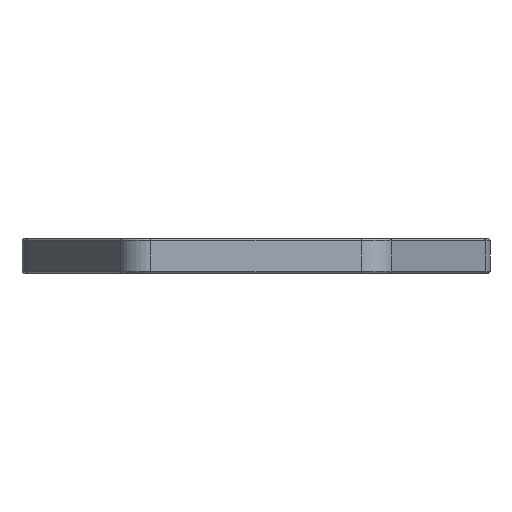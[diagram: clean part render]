
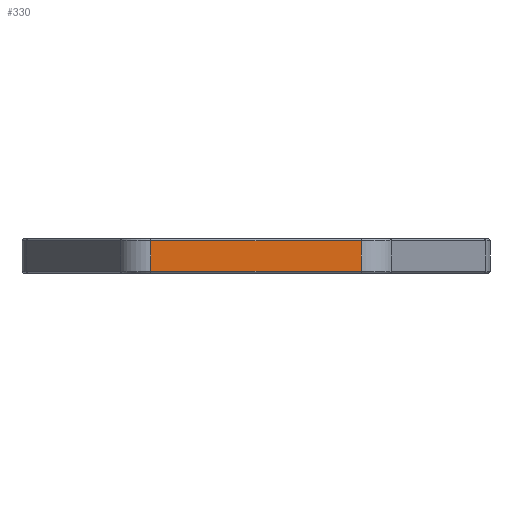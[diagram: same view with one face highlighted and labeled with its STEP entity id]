
A CAD part, front view. The second image highlights one B-rep face of the part: STEP entity #330.
In plain terms, the highlighted planar face has unit normal (0, -1, 0).
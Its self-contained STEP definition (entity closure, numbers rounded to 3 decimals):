
#50 = DIRECTION ( 'NONE',  ( 0., 0., -1. ) ) ;
#74 = CARTESIAN_POINT ( 'NONE',  ( -13.815, 0., 4.275 ) ) ;
#100 = CARTESIAN_POINT ( 'NONE',  ( -13.815, 0., 4.275 ) ) ;
#172 = DIRECTION ( 'NONE',  ( 1., 0., 0. ) ) ;
#195 = LINE ( 'NONE', #3079, #3410 ) ;
#330 = ADVANCED_FACE ( 'NONE', ( #2023 ), #2673, .F. ) ;
#397 = VERTEX_POINT ( 'NONE', #1142 ) ;
#617 = VECTOR ( 'NONE', #172, 1000. ) ;
#621 = EDGE_LOOP ( 'NONE', ( #2802, #2548, #1410, #2603 ) ) ;
#713 = CARTESIAN_POINT ( 'NONE',  ( -13.815, 0., 0.225 ) ) ;
#896 = LINE ( 'NONE', #3234, #3365 ) ;
#926 = VERTEX_POINT ( 'NONE', #74 ) ;
#1142 = CARTESIAN_POINT ( 'NONE',  ( 13.815, 0., 4.275 ) ) ;
#1150 = VERTEX_POINT ( 'NONE', #3172 ) ;
#1200 = LINE ( 'NONE', #100, #1830 ) ;
#1350 = LINE ( 'NONE', #1367, #617 ) ;
#1367 = CARTESIAN_POINT ( 'NONE',  ( 0., 0., 0.225 ) ) ;
#1410 = ORIENTED_EDGE ( 'NONE', *, *, #2709, .T. ) ;
#1447 = CARTESIAN_POINT ( 'NONE',  ( 0., 0., 4.5 ) ) ;
#1598 = EDGE_CURVE ( 'NONE', #926, #2719, #896, .T. ) ;
#1830 = VECTOR ( 'NONE', #2369, 1000. ) ;
#1876 = DIRECTION ( 'NONE',  ( 0., 0., 1. ) ) ;
#2023 = FACE_OUTER_BOUND ( 'NONE', #621, .T. ) ;
#2295 = AXIS2_PLACEMENT_3D ( 'NONE', #1447, #2366, #3249 ) ;
#2366 = DIRECTION ( 'NONE',  ( 0., 1., 0. ) ) ;
#2369 = DIRECTION ( 'NONE',  ( -1., 0., 0. ) ) ;
#2548 = ORIENTED_EDGE ( 'NONE', *, *, #2715, .T. ) ;
#2603 = ORIENTED_EDGE ( 'NONE', *, *, #3028, .T. ) ;
#2673 = PLANE ( 'NONE',  #2295 ) ;
#2709 = EDGE_CURVE ( 'NONE', #1150, #397, #195, .T. ) ;
#2715 = EDGE_CURVE ( 'NONE', #2719, #1150, #1350, .T. ) ;
#2719 = VERTEX_POINT ( 'NONE', #713 ) ;
#2802 = ORIENTED_EDGE ( 'NONE', *, *, #1598, .T. ) ;
#3028 = EDGE_CURVE ( 'NONE', #397, #926, #1200, .T. ) ;
#3079 = CARTESIAN_POINT ( 'NONE',  ( 13.815, 0., 4.5 ) ) ;
#3172 = CARTESIAN_POINT ( 'NONE',  ( 13.815, 0., 0.225 ) ) ;
#3234 = CARTESIAN_POINT ( 'NONE',  ( -13.815, 0., 4.5 ) ) ;
#3249 = DIRECTION ( 'NONE',  ( -1., 0., 0. ) ) ;
#3365 = VECTOR ( 'NONE', #50, 1000. ) ;
#3410 = VECTOR ( 'NONE', #1876, 1000. ) ;
